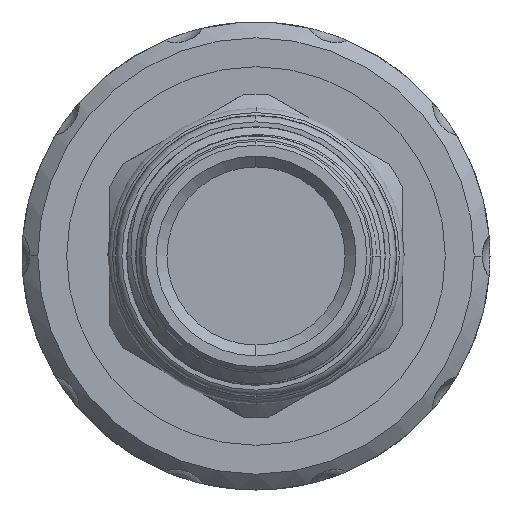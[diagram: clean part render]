
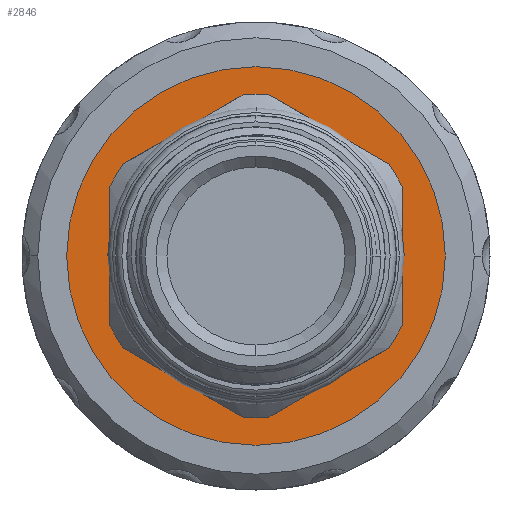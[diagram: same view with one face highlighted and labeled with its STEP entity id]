
A CAD part, left-side view. The second image highlights one B-rep face of the part: STEP entity #2846.
In plain terms, the highlighted planar face has unit normal (-1, 0, 0).
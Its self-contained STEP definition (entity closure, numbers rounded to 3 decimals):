
#312 = ORIENTED_EDGE ( 'NONE', *, *, #1887, .T. ) ;
#700 = EDGE_CURVE ( 'NONE', #3473, #12745, #8613, .T. ) ;
#957 = VERTEX_POINT ( 'NONE', #2614 ) ;
#1086 = EDGE_CURVE ( 'NONE', #4765, #8279, #11481, .T. ) ;
#1319 = DIRECTION ( 'NONE',  ( -1., 0., 0. ) ) ;
#1460 = CARTESIAN_POINT ( 'NONE',  ( 10.15, 0., 0. ) ) ;
#1613 = CARTESIAN_POINT ( 'NONE',  ( 10.15, 0., 0. ) ) ;
#1887 = EDGE_CURVE ( 'NONE', #14272, #4133, #14923, .T. ) ;
#1987 = CARTESIAN_POINT ( 'NONE',  ( 10.15, 0., 0. ) ) ;
#2021 = DIRECTION ( 'NONE',  ( 0., 0., 1. ) ) ;
#2151 = CARTESIAN_POINT ( 'NONE',  ( 10.15, 0., -14.4 ) ) ;
#2276 = CIRCLE ( 'NONE', #3257, 11.11 ) ;
#2291 = AXIS2_PLACEMENT_3D ( 'NONE', #6075, #10722, #2800 ) ;
#2524 = CARTESIAN_POINT ( 'NONE',  ( 10.15, 5.555, 9.622 ) ) ;
#2559 = DIRECTION ( 'NONE',  ( 1., 0., 0. ) ) ;
#2614 = CARTESIAN_POINT ( 'NONE',  ( 10.15, 0., 14.4 ) ) ;
#2703 = DIRECTION ( 'NONE',  ( -1., 0., 0. ) ) ;
#2800 = DIRECTION ( 'NONE',  ( 0., -1., 0. ) ) ;
#2846 = ADVANCED_FACE ( 'NONE', ( #12470, #6328 ), #11982, .T. ) ;
#2875 = CARTESIAN_POINT ( 'NONE',  ( 10.15, -5.555, -9.622 ) ) ;
#3257 = AXIS2_PLACEMENT_3D ( 'NONE', #1987, #14701, #10247 ) ;
#3353 = EDGE_CURVE ( 'NONE', #7551, #957, #11921, .T. ) ;
#3473 = VERTEX_POINT ( 'NONE', #6137 ) ;
#3569 = DIRECTION ( 'NONE',  ( 0., -1., 0. ) ) ;
#3601 = EDGE_CURVE ( 'NONE', #8279, #14272, #3983, .T. ) ;
#3626 = DIRECTION ( 'NONE',  ( 0., 0., 1. ) ) ;
#3660 = CARTESIAN_POINT ( 'NONE',  ( 10.15, 0., 0. ) ) ;
#3983 = CIRCLE ( 'NONE', #9239, 11.11 ) ;
#4133 = VERTEX_POINT ( 'NONE', #7229 ) ;
#4310 = ORIENTED_EDGE ( 'NONE', *, *, #1086, .T. ) ;
#4670 = CIRCLE ( 'NONE', #2291, 11.11 ) ;
#4765 = VERTEX_POINT ( 'NONE', #5058 ) ;
#5058 = CARTESIAN_POINT ( 'NONE',  ( 10.15, -5.555, 9.622 ) ) ;
#5260 = DIRECTION ( 'NONE',  ( 0., -1., 0. ) ) ;
#5338 = DIRECTION ( 'NONE',  ( -1., 0., 0. ) ) ;
#6054 = CIRCLE ( 'NONE', #11844, 14.4 ) ;
#6075 = CARTESIAN_POINT ( 'NONE',  ( 10.15, 0., 0. ) ) ;
#6114 = ORIENTED_EDGE ( 'NONE', *, *, #7193, .T. ) ;
#6137 = CARTESIAN_POINT ( 'NONE',  ( 10.15, 11.11, 0. ) ) ;
#6154 = AXIS2_PLACEMENT_3D ( 'NONE', #3660, #11721, #3569 ) ;
#6284 = ORIENTED_EDGE ( 'NONE', *, *, #6908, .T. ) ;
#6328 = FACE_BOUND ( 'NONE', #12704, .T. ) ;
#6537 = ORIENTED_EDGE ( 'NONE', *, *, #3601, .T. ) ;
#6623 = EDGE_CURVE ( 'NONE', #12745, #4765, #2276, .T. ) ;
#6647 = CARTESIAN_POINT ( 'NONE',  ( 10.15, 0., 0. ) ) ;
#6908 = EDGE_CURVE ( 'NONE', #957, #7551, #6054, .T. ) ;
#7193 = EDGE_CURVE ( 'NONE', #4133, #3473, #4670, .T. ) ;
#7229 = CARTESIAN_POINT ( 'NONE',  ( 10.15, 5.555, -9.622 ) ) ;
#7417 = ORIENTED_EDGE ( 'NONE', *, *, #3353, .T. ) ;
#7551 = VERTEX_POINT ( 'NONE', #2151 ) ;
#7677 = AXIS2_PLACEMENT_3D ( 'NONE', #12806, #1319, #3626 ) ;
#8056 = AXIS2_PLACEMENT_3D ( 'NONE', #1613, #2703, #13004 ) ;
#8279 = VERTEX_POINT ( 'NONE', #14750 ) ;
#8493 = AXIS2_PLACEMENT_3D ( 'NONE', #1460, #13005, #12038 ) ;
#8613 = CIRCLE ( 'NONE', #8493, 11.11 ) ;
#9182 = CARTESIAN_POINT ( 'NONE',  ( 10.15, 0., 0. ) ) ;
#9239 = AXIS2_PLACEMENT_3D ( 'NONE', #9182, #2559, #9540 ) ;
#9540 = DIRECTION ( 'NONE',  ( 0., -1., 0. ) ) ;
#10247 = DIRECTION ( 'NONE',  ( 0., -1., 0. ) ) ;
#10722 = DIRECTION ( 'NONE',  ( 1., 0., 0. ) ) ;
#11481 = CIRCLE ( 'NONE', #6154, 11.11 ) ;
#11615 = ORIENTED_EDGE ( 'NONE', *, *, #6623, .T. ) ;
#11721 = DIRECTION ( 'NONE',  ( 1., 0., 0. ) ) ;
#11844 = AXIS2_PLACEMENT_3D ( 'NONE', #6647, #5338, #2021 ) ;
#11921 = CIRCLE ( 'NONE', #7677, 14.4 ) ;
#11982 = PLANE ( 'NONE',  #8056 ) ;
#12038 = DIRECTION ( 'NONE',  ( 0., -1., 0. ) ) ;
#12165 = DIRECTION ( 'NONE',  ( 1., 0., 0. ) ) ;
#12470 = FACE_OUTER_BOUND ( 'NONE', #13290, .T. ) ;
#12704 = EDGE_LOOP ( 'NONE', ( #6537, #312, #6114, #13272, #11615, #4310 ) ) ;
#12745 = VERTEX_POINT ( 'NONE', #2524 ) ;
#12806 = CARTESIAN_POINT ( 'NONE',  ( 10.15, 0., 0. ) ) ;
#13004 = DIRECTION ( 'NONE',  ( 0., 0., 1. ) ) ;
#13005 = DIRECTION ( 'NONE',  ( 1., 0., 0. ) ) ;
#13272 = ORIENTED_EDGE ( 'NONE', *, *, #700, .T. ) ;
#13290 = EDGE_LOOP ( 'NONE', ( #7417, #6284 ) ) ;
#13853 = AXIS2_PLACEMENT_3D ( 'NONE', #14459, #12165, #5260 ) ;
#14272 = VERTEX_POINT ( 'NONE', #2875 ) ;
#14459 = CARTESIAN_POINT ( 'NONE',  ( 10.15, 0., 0. ) ) ;
#14701 = DIRECTION ( 'NONE',  ( 1., 0., 0. ) ) ;
#14750 = CARTESIAN_POINT ( 'NONE',  ( 10.15, -11.11, 0. ) ) ;
#14923 = CIRCLE ( 'NONE', #13853, 11.11 ) ;
